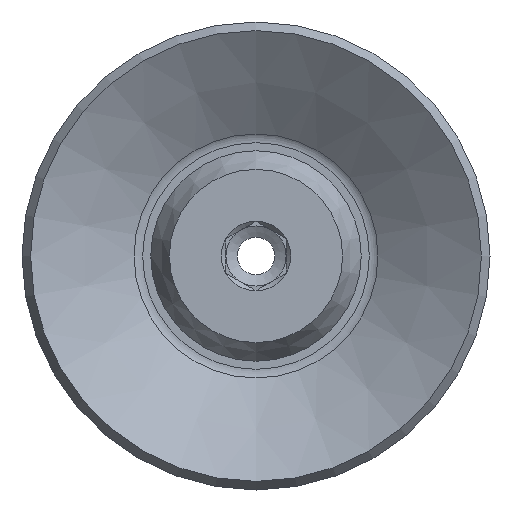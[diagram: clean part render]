
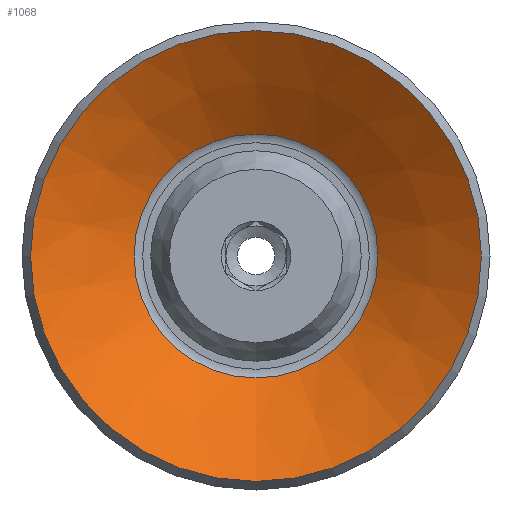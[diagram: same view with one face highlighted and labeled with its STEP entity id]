
A CAD part, front view. The second image highlights one B-rep face of the part: STEP entity #1068.
In plain terms, the highlighted conical face has half-angle 55 degrees and reference radius 8.117 mm.
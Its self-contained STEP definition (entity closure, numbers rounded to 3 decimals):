
#139=CIRCLE('',#1150,8.118);
#140=CIRCLE('',#1152,15.);
#207=ORIENTED_EDGE('',*,*,#372,.T.);
#208=ORIENTED_EDGE('',*,*,#371,.F.);
#371=EDGE_CURVE('',#449,#449,#139,.T.);
#372=EDGE_CURVE('',#450,#450,#140,.T.);
#449=VERTEX_POINT('',#1565);
#450=VERTEX_POINT('',#1568);
#521=EDGE_LOOP('',(#207));
#522=EDGE_LOOP('',(#208));
#599=FACE_BOUND('',#521,.T.);
#600=FACE_BOUND('',#522,.T.);
#665=CONICAL_SURFACE('',#1151,8.118,0.96);
#1068=ADVANCED_FACE('',(#599,#600),#665,.F.);
#1150=AXIS2_PLACEMENT_3D('',#1564,#1287,#1288);
#1151=AXIS2_PLACEMENT_3D('',#1566,#1289,#1290);
#1152=AXIS2_PLACEMENT_3D('',#1567,#1291,#1292);
#1287=DIRECTION('',(0.,-1.,0.));
#1288=DIRECTION('',(0.,0.,-1.));
#1289=DIRECTION('',(0.,-1.,0.));
#1290=DIRECTION('',(0.,0.,-1.));
#1291=DIRECTION('',(0.,-1.,0.));
#1292=DIRECTION('',(0.,0.,-1.));
#1564=CARTESIAN_POINT('',(0.,4.819,0.));
#1565=CARTESIAN_POINT('',(0.,4.819,-8.118));
#1566=CARTESIAN_POINT('',(0.,4.819,0.));
#1567=CARTESIAN_POINT('',(0.,0.,0.));
#1568=CARTESIAN_POINT('',(0.,0.,-15.));
